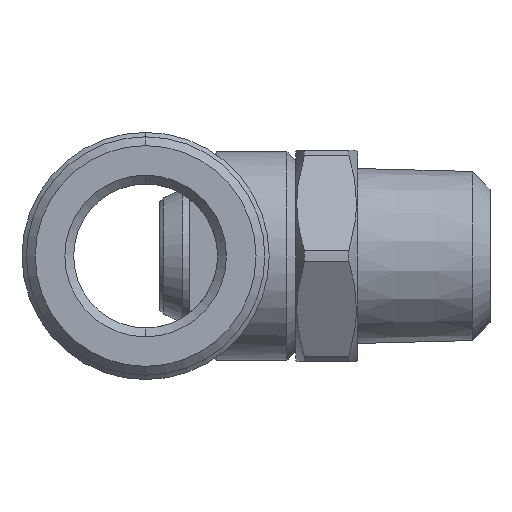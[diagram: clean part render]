
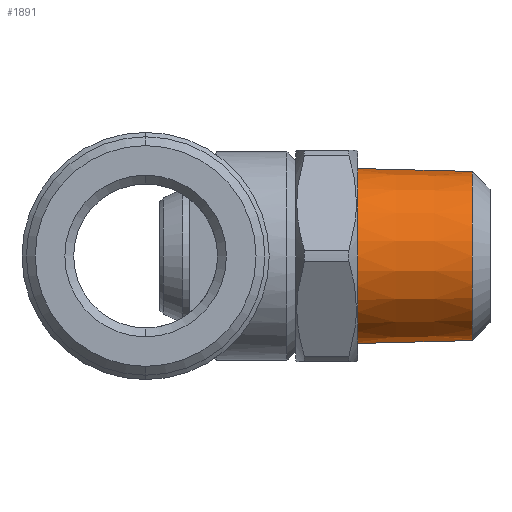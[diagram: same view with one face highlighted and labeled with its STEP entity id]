
A CAD part, left-side view. The second image highlights one B-rep face of the part: STEP entity #1891.
In plain terms, the highlighted conical face has half-angle 1.47 degrees and reference radius 4.954 mm.
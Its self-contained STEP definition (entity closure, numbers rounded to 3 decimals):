
#1884 = EDGE_CURVE ( 'NONE', #2022, #2019, #3054, .T. ) ;
#1890 = EDGE_CURVE ( 'NONE', #2015, #2014, #3037, .T. ) ;
#1891 = ADVANCED_FACE ( 'NONE', ( #3038 ), #3033, .T. ) ;
#1892 = EDGE_LOOP ( 'NONE', ( #2066, #2067, #2071, #2072 ) ) ;
#2014 = VERTEX_POINT ( 'NONE', #3252 ) ;
#2015 = VERTEX_POINT ( 'NONE', #3251 ) ;
#2018 = EDGE_CURVE ( 'NONE', #2014, #2019, #3250, .T. ) ;
#2019 = VERTEX_POINT ( 'NONE', #3247 ) ;
#2022 = VERTEX_POINT ( 'NONE', #3260 ) ;
#2024 = EDGE_CURVE ( 'NONE', #2015, #2022, #3259, .T. ) ;
#2066 = ORIENTED_EDGE ( 'NONE', *, *, #2018, .F. ) ;
#2067 = ORIENTED_EDGE ( 'NONE', *, *, #1890, .F. ) ;
#2071 = ORIENTED_EDGE ( 'NONE', *, *, #2024, .T. ) ;
#2072 = ORIENTED_EDGE ( 'NONE', *, *, #1884, .T. ) ;
#3018 = DIRECTION ( 'NONE',  ( 0., 0., 1. ) ) ;
#3019 = DIRECTION ( 'NONE',  ( 0., 1., 0. ) ) ;
#3029 = CARTESIAN_POINT ( 'NONE',  ( 0., -12., 0. ) ) ;
#3030 = AXIS2_PLACEMENT_3D ( 'NONE', #3029, #3019, #3018 ) ;
#3033 = CONICAL_SURFACE ( 'NONE', #3030, 4.954, 0.026 ) ;
#3034 = DIRECTION ( 'NONE',  ( 0., 0., -1. ) ) ;
#3035 = DIRECTION ( 'NONE',  ( 0., -1., 0. ) ) ;
#3036 = AXIS2_PLACEMENT_3D ( 'NONE', #3055, #3035, #3034 ) ;
#3037 = CIRCLE ( 'NONE', #3036, 4.787 ) ;
#3038 = FACE_OUTER_BOUND ( 'NONE', #1892, .T. ) ;
#3039 = DIRECTION ( 'NONE',  ( 0., 0., -1. ) ) ;
#3040 = DIRECTION ( 'NONE',  ( 0., -1., 0. ) ) ;
#3041 = CARTESIAN_POINT ( 'NONE',  ( 0., -12., 0. ) ) ;
#3042 = AXIS2_PLACEMENT_3D ( 'NONE', #3041, #3040, #3039 ) ;
#3054 = CIRCLE ( 'NONE', #3042, 4.954 ) ;
#3055 = CARTESIAN_POINT ( 'NONE',  ( 0., -18.5, 0. ) ) ;
#3247 = CARTESIAN_POINT ( 'NONE',  ( 0., -12., -4.954 ) ) ;
#3248 = DIRECTION ( 'NONE',  ( 0., 1., -0.026 ) ) ;
#3250 = LINE ( 'NONE', #3272, #3271 ) ;
#3251 = CARTESIAN_POINT ( 'NONE',  ( 0., -18.5, 4.787 ) ) ;
#3252 = CARTESIAN_POINT ( 'NONE',  ( 0., -18.5, -4.787 ) ) ;
#3256 = DIRECTION ( 'NONE',  ( 0., 1., 0.026 ) ) ;
#3257 = VECTOR ( 'NONE', #3256, 1000. ) ;
#3258 = CARTESIAN_POINT ( 'NONE',  ( 0., -12., 4.954 ) ) ;
#3259 = LINE ( 'NONE', #3258, #3257 ) ;
#3260 = CARTESIAN_POINT ( 'NONE',  ( 0., -12., 4.954 ) ) ;
#3271 = VECTOR ( 'NONE', #3248, 1000. ) ;
#3272 = CARTESIAN_POINT ( 'NONE',  ( 0., -12., -4.954 ) ) ;
